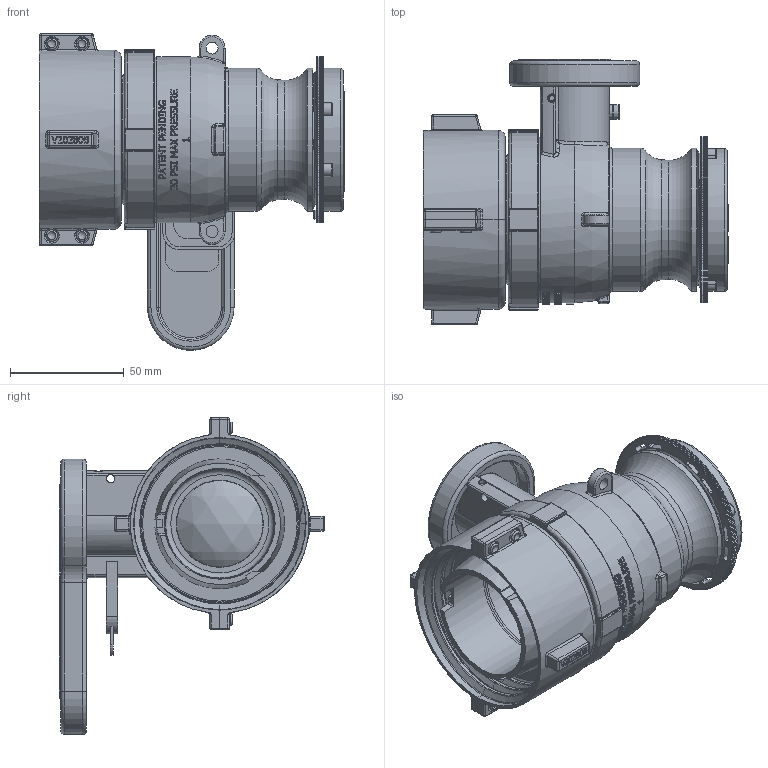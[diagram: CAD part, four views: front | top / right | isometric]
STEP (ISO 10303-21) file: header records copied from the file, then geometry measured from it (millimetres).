
FILE_DESCRIPTION(/* description */ ('SCHUTZ 2"QD ALIGNMENT VLV WITH SEAL'),/* implementation_level */ '2;1');
FILE_NAME(/* name */ 'WSF210FSA.stp',/* time_stamp */ '2023-07-25T13:17:12-04:00',/* author */ ('DCT'),/* organization */ (''),/* preprocessor_version */ 'ST-DEVELOPER v18.1',/* originating_system */ 'Autodesk Inventor 2022',/* authorisation */ '');
FILE_SCHEMA (('AUTOMOTIVE_DESIGN { 1 0 10303 214 3 1 1 }'));
Products named in the file (19): WSF210FSA; 201FPTX; 050DECAL; C25PFSLE113; WSF20264; WSF20264X; V20280A; V20280B; W20284GS; WS20002; WS20153; WS20255T; WS20255; V20255BX; WS20284R1; WS20284R1X; WS20258; WS20163; VS20209
Assembly tree (20 placements, depth 4):
  WSF210FSA
    201FPTX
    050DECAL
    C25PFSLE113
    WSF20264
      WSF20264X
      WS20258
    V20280A
    V20280B
    W20284GS
    WS20002
    WS20153
    WS20255T
      WS20255
        V20255BX
    WS20284R1
      WS20284R1X
      WS20258
    WS20163  x2
    VS20209
Bounding box: 134.29 x 116.92 x 139.45 mm (x, y, z)
Volume: 331061.4 mm3; surface area: 171505.6 mm2
Topology: 16 solids, 16 shells, 4672 faces, 12757 edges, 8338 vertices
Faces by surface type: plane 2451, cylinder 991, bspline 949, torus 149, cone 76, sphere 56
Full cylindrical faces by diameter (mm): 1.93 x1, 2.261 x1, 3.023 x1, 3.175 x2, 3.251 x1, 3.683 x2, 3.962 x1, 4.775 x2, 5.08 x4, 5.258 x2, 5.283 x4, 6.35 x4, 6.528 x4, 7.925 x1, 18.161 x1, 18.288 x1, 22.022 x1, 22.098 x2, 23.495 x1, 24.079 x1, 30.226 x1, 30.988 x1, 38.1 x3, 38.354 x1, 38.735 x1, 43.091 x1, 43.129 x1, 43.18 x3, 47.752 x1, 48.26 x1
Entity records: 165868 total; most frequent: CARTESIAN_POINT 50993, ORIENTED_EDGE 25344, DIRECTION 20726, EDGE_CURVE 12672, VERTEX_POINT 8331, LINE 7794, VECTOR 7794, AXIS2_PLACEMENT_3D 6466
